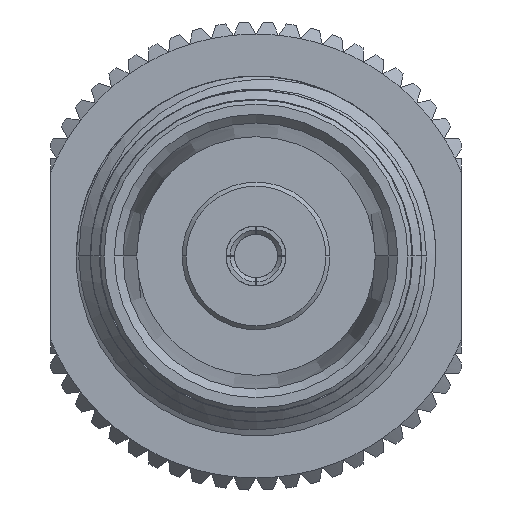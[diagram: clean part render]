
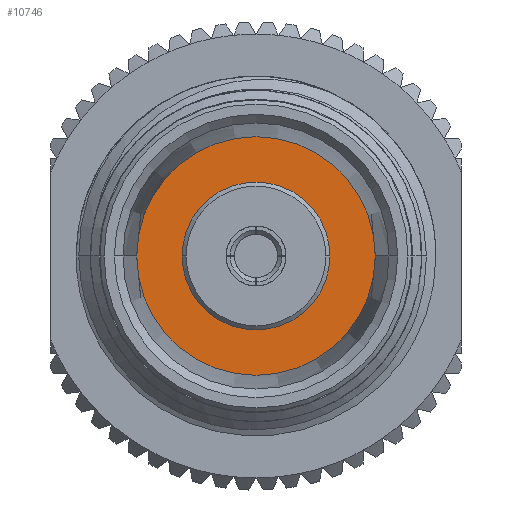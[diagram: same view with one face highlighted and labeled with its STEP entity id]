
A CAD part, left-side view. The second image highlights one B-rep face of the part: STEP entity #10746.
In plain terms, the highlighted planar face has unit normal (-1, 0, 0).
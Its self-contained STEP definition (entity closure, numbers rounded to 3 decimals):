
#375 = EDGE_CURVE ( 'NONE', #8522, #5254, #9595, .T. ) ;
#1394 = CARTESIAN_POINT ( 'NONE',  ( 8.382, 0., 0. ) ) ;
#1448 = CARTESIAN_POINT ( 'NONE',  ( 8.382, 0., 0. ) ) ;
#2209 = ORIENTED_EDGE ( 'NONE', *, *, #375, .T. ) ;
#3848 = DIRECTION ( 'NONE',  ( -1., 0., 0. ) ) ;
#4078 = CIRCLE ( 'NONE', #9321, 2.286 ) ;
#4489 = AXIS2_PLACEMENT_3D ( 'NONE', #1448, #11006, #12213 ) ;
#4680 = CIRCLE ( 'NONE', #6296, 2.286 ) ;
#5254 = VERTEX_POINT ( 'NONE', #8525 ) ;
#5912 = CARTESIAN_POINT ( 'NONE',  ( 8.382, 0., 0. ) ) ;
#6170 = VERTEX_POINT ( 'NONE', #9871 ) ;
#6296 = AXIS2_PLACEMENT_3D ( 'NONE', #5912, #6930, #11761 ) ;
#6494 = ORIENTED_EDGE ( 'NONE', *, *, #7646, .T. ) ;
#6501 = CIRCLE ( 'NONE', #4489, 3.688 ) ;
#6930 = DIRECTION ( 'NONE',  ( -1., 0., 0. ) ) ;
#7115 = ORIENTED_EDGE ( 'NONE', *, *, #7952, .F. ) ;
#7242 = CARTESIAN_POINT ( 'NONE',  ( 8.382, 0., 3.688 ) ) ;
#7646 = EDGE_CURVE ( 'NONE', #5254, #8522, #6501, .T. ) ;
#7788 = DIRECTION ( 'NONE',  ( -1., 0., 0. ) ) ;
#7801 = EDGE_CURVE ( 'NONE', #8307, #6170, #4078, .T. ) ;
#7952 = EDGE_CURVE ( 'NONE', #6170, #8307, #4680, .T. ) ;
#7974 = DIRECTION ( 'NONE',  ( -1., 0., 0. ) ) ;
#8307 = VERTEX_POINT ( 'NONE', #9827 ) ;
#8522 = VERTEX_POINT ( 'NONE', #7242 ) ;
#8525 = CARTESIAN_POINT ( 'NONE',  ( 8.382, 0., -3.688 ) ) ;
#8598 = EDGE_LOOP ( 'NONE', ( #9069, #7115 ) ) ;
#8779 = DIRECTION ( 'NONE',  ( 0., 0., 1. ) ) ;
#9069 = ORIENTED_EDGE ( 'NONE', *, *, #7801, .F. ) ;
#9168 = PLANE ( 'NONE',  #9456 ) ;
#9321 = AXIS2_PLACEMENT_3D ( 'NONE', #12399, #3848, #12459 ) ;
#9456 = AXIS2_PLACEMENT_3D ( 'NONE', #1394, #7974, #11015 ) ;
#9595 = CIRCLE ( 'NONE', #12440, 3.688 ) ;
#9827 = CARTESIAN_POINT ( 'NONE',  ( 8.382, 0., -2.286 ) ) ;
#9871 = CARTESIAN_POINT ( 'NONE',  ( 8.382, 0., 2.286 ) ) ;
#10064 = FACE_BOUND ( 'NONE', #8598, .T. ) ;
#10386 = EDGE_LOOP ( 'NONE', ( #2209, #6494 ) ) ;
#10695 = CARTESIAN_POINT ( 'NONE',  ( 8.382, 0., 0. ) ) ;
#10746 = ADVANCED_FACE ( 'NONE', ( #10064, #10959 ), #9168, .T. ) ;
#10959 = FACE_OUTER_BOUND ( 'NONE', #10386, .T. ) ;
#11006 = DIRECTION ( 'NONE',  ( -1., 0., 0. ) ) ;
#11015 = DIRECTION ( 'NONE',  ( 0., 0., 1. ) ) ;
#11761 = DIRECTION ( 'NONE',  ( 0., 0., 1. ) ) ;
#12213 = DIRECTION ( 'NONE',  ( 0., 0., 1. ) ) ;
#12399 = CARTESIAN_POINT ( 'NONE',  ( 8.382, 0., 0. ) ) ;
#12440 = AXIS2_PLACEMENT_3D ( 'NONE', #10695, #7788, #8779 ) ;
#12459 = DIRECTION ( 'NONE',  ( 0., 0., 1. ) ) ;
